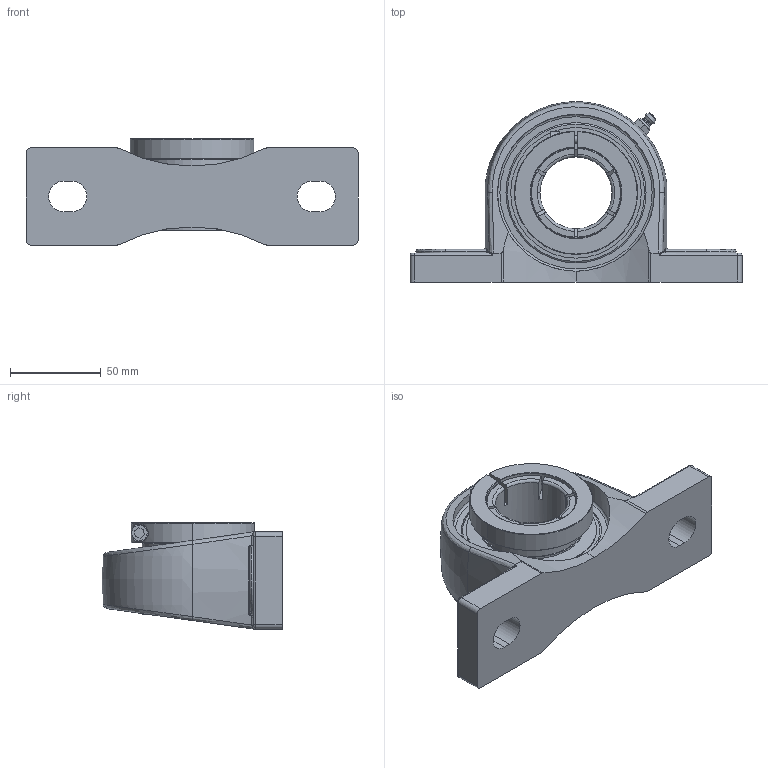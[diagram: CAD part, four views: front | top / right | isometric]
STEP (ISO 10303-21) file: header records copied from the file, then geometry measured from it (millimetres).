
FILE_DESCRIPTION(('HOOPS Exchange Step'),'2;1');
FILE_NAME('export-1A9BB8CF-B291-45EB-806B-433BD1AEBC1A.stp','2019-12-13T14:40:57-08:00',('ibuslach'),('Alibre'),'HOOPS Exchange 2019.2','Alibre','Unknown authorisation');
FILE_SCHEMA( ('AP242_MANAGED_MODEL_BASED_3D_ENGINEERING_MIM_LF {1 0 10303 442 1 1 4 }') );
Length unit declared in the file: centimetre
Products named in the file (8): MRN SP 208; UCP ZERK 6mm; SUE 208 LOCK RING; SUE 208 SHIELD; SUE 207 BOLT; SUE 208-25 RACES; MRN SUE 208-25; MRN SUEP 208-25
Assembly tree (8 placements, depth 3):
  MRN SUEP 208-25
    MRN SP 208
    UCP ZERK 6mm
    MRN SUE 208-25
      SUE 208 LOCK RING
      SUE 208 SHIELD  x2
      SUE 207 BOLT
      SUE 208-25 RACES
Bounding box: 183 x 99.41 x 58.45 mm (x, y, z)
Volume: 303091.2 mm3; surface area: 91540 mm2
Topology: 8 solids, 8 shells, 282 faces, 764 edges, 493 vertices
Faces by surface type: cylinder 86, plane 86, cone 40, torus 39, bspline 22, sphere 9
Full cylindrical faces by diameter (mm): 1.482 x2, 4.134 x1, 4.137 x1, 5.8 x1, 6 x2, 8.5 x1, 39.688 x1, 56 x4, 57.016 x2, 68 x1, 72 x2, 86.408 x2
Entity records: 19191 total; most frequent: CARTESIAN_POINT 12122, ORIENTED_EDGE 1472, DIRECTION 1456, EDGE_CURVE 736, AXIS2_PLACEMENT_3D 595, VERTEX_POINT 479, EDGE_LOOP 301, FACE_BOUND 301
